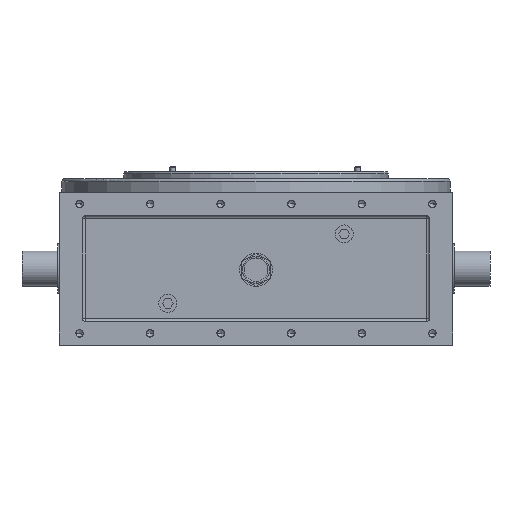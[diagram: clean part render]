
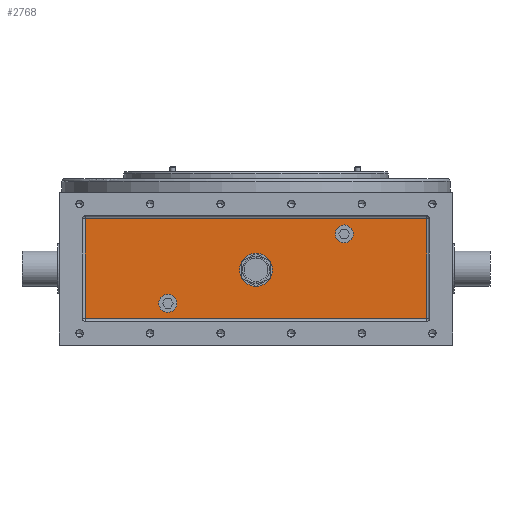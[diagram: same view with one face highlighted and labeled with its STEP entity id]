
A CAD part, front view. The second image highlights one B-rep face of the part: STEP entity #2768.
In plain terms, the highlighted planar face has unit normal (0, -1, 0).
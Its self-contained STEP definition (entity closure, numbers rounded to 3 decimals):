
#900 = CIRCLE ( 'NONE', #34275, 15.3 ) ;
#1016 = CARTESIAN_POINT ( 'NONE',  ( -28., -140., 128. ) ) ;
#2089 = CARTESIAN_POINT ( 'NONE',  ( 150., -140., 189. ) ) ;
#2099 = DIRECTION ( 'NONE',  ( 0., -1., 0. ) ) ;
#2524 = ORIENTED_EDGE ( 'NONE', *, *, #41790, .T. ) ;
#2768 = ADVANCED_FACE ( 'NONE', ( #14666, #34325, #24276, #25316 ), #30973, .T. ) ;
#2973 = VECTOR ( 'NONE', #37751, 1000. ) ;
#3395 = ORIENTED_EDGE ( 'NONE', *, *, #3641, .F. ) ;
#3446 = EDGE_LOOP ( 'NONE', ( #40052, #3395 ) ) ;
#3641 = EDGE_CURVE ( 'NONE', #42888, #23441, #6943, .T. ) ;
#4030 = VECTOR ( 'NONE', #8945, 1000. ) ;
#5451 = DIRECTION ( 'NONE',  ( 1., 0., 0. ) ) ;
#5642 = EDGE_CURVE ( 'NONE', #42133, #9926, #900, .T. ) ;
#5712 = EDGE_CURVE ( 'NONE', #27054, #40834, #7242, .T. ) ;
#5798 = CARTESIAN_POINT ( 'NONE',  ( 290., -140., 0. ) ) ;
#6572 = VERTEX_POINT ( 'NONE', #30155 ) ;
#6733 = CARTESIAN_POINT ( 'NONE',  ( 165.3, -140., 189. ) ) ;
#6943 = CIRCLE ( 'NONE', #20749, 28. ) ;
#7242 = LINE ( 'NONE', #19081, #4030 ) ;
#7831 = CARTESIAN_POINT ( 'NONE',  ( 28., -140., 128. ) ) ;
#7912 = EDGE_LOOP ( 'NONE', ( #2524, #14947, #42583, #26577 ) ) ;
#8571 = DIRECTION ( 'NONE',  ( 0., -1., 0. ) ) ;
#8945 = DIRECTION ( 'NONE',  ( 0., 0., -1. ) ) ;
#9926 = VERTEX_POINT ( 'NONE', #18379 ) ;
#10010 = CIRCLE ( 'NONE', #18610, 15.3 ) ;
#10304 = DIRECTION ( 'NONE',  ( 0., 0., -1. ) ) ;
#10889 = CARTESIAN_POINT ( 'NONE',  ( 0., -140., 215. ) ) ;
#14280 = CARTESIAN_POINT ( 'NONE',  ( 290., -140., 215. ) ) ;
#14666 = FACE_BOUND ( 'NONE', #3446, .T. ) ;
#14947 = ORIENTED_EDGE ( 'NONE', *, *, #35525, .T. ) ;
#15282 = EDGE_CURVE ( 'NONE', #9926, #42133, #30541, .T. ) ;
#15977 = AXIS2_PLACEMENT_3D ( 'NONE', #42928, #2099, #32843 ) ;
#16288 = DIRECTION ( 'NONE',  ( 1., 0., 0. ) ) ;
#17960 = CIRCLE ( 'NONE', #42209, 15.3 ) ;
#18379 = CARTESIAN_POINT ( 'NONE',  ( -165.3, -140., 71. ) ) ;
#18610 = AXIS2_PLACEMENT_3D ( 'NONE', #31433, #34382, #27716 ) ;
#19012 = CARTESIAN_POINT ( 'NONE',  ( 0., -140., 128. ) ) ;
#19054 = VECTOR ( 'NONE', #33061, 1000. ) ;
#19081 = CARTESIAN_POINT ( 'NONE',  ( -290., -140., 0. ) ) ;
#20045 = DIRECTION ( 'NONE',  ( 0., 1., 0. ) ) ;
#20498 = EDGE_CURVE ( 'NONE', #38671, #29172, #17960, .T. ) ;
#20749 = AXIS2_PLACEMENT_3D ( 'NONE', #19012, #8571, #5451 ) ;
#21637 = DIRECTION ( 'NONE',  ( 0., 1., 0. ) ) ;
#22300 = VERTEX_POINT ( 'NONE', #14280 ) ;
#22532 = CARTESIAN_POINT ( 'NONE',  ( 0., -140., 45. ) ) ;
#22986 = AXIS2_PLACEMENT_3D ( 'NONE', #33542, #20045, #16288 ) ;
#23441 = VERTEX_POINT ( 'NONE', #1016 ) ;
#23891 = CARTESIAN_POINT ( 'NONE',  ( 0., -140., 0. ) ) ;
#24223 = VECTOR ( 'NONE', #29721, 1000. ) ;
#24276 = FACE_BOUND ( 'NONE', #41551, .T. ) ;
#24722 = ORIENTED_EDGE ( 'NONE', *, *, #27819, .T. ) ;
#25316 = FACE_OUTER_BOUND ( 'NONE', #7912, .T. ) ;
#26478 = ORIENTED_EDGE ( 'NONE', *, *, #15282, .T. ) ;
#26577 = ORIENTED_EDGE ( 'NONE', *, *, #5712, .T. ) ;
#26978 = EDGE_CURVE ( 'NONE', #23441, #42888, #35080, .T. ) ;
#27054 = VERTEX_POINT ( 'NONE', #27197 ) ;
#27197 = CARTESIAN_POINT ( 'NONE',  ( -290., -140., 215. ) ) ;
#27716 = DIRECTION ( 'NONE',  ( 1., 0., 0. ) ) ;
#27819 = EDGE_CURVE ( 'NONE', #29172, #38671, #10010, .T. ) ;
#28081 = LINE ( 'NONE', #22532, #19054 ) ;
#29172 = VERTEX_POINT ( 'NONE', #39150 ) ;
#29721 = DIRECTION ( 'NONE',  ( 0., 0., 1. ) ) ;
#30155 = CARTESIAN_POINT ( 'NONE',  ( 290., -140., 45. ) ) ;
#30414 = EDGE_LOOP ( 'NONE', ( #31542, #24722 ) ) ;
#30541 = CIRCLE ( 'NONE', #22986, 15.3 ) ;
#30587 = LINE ( 'NONE', #5798, #24223 ) ;
#30973 = PLANE ( 'NONE',  #43720 ) ;
#31433 = CARTESIAN_POINT ( 'NONE',  ( 150., -140., 189. ) ) ;
#31542 = ORIENTED_EDGE ( 'NONE', *, *, #20498, .T. ) ;
#32843 = DIRECTION ( 'NONE',  ( 1., 0., 0. ) ) ;
#33061 = DIRECTION ( 'NONE',  ( 1., 0., 0. ) ) ;
#33542 = CARTESIAN_POINT ( 'NONE',  ( -150., -140., 71. ) ) ;
#34275 = AXIS2_PLACEMENT_3D ( 'NONE', #42392, #21637, #39230 ) ;
#34325 = FACE_BOUND ( 'NONE', #30414, .T. ) ;
#34382 = DIRECTION ( 'NONE',  ( 0., 1., 0. ) ) ;
#35080 = CIRCLE ( 'NONE', #15977, 28. ) ;
#35136 = EDGE_CURVE ( 'NONE', #22300, #27054, #39099, .T. ) ;
#35525 = EDGE_CURVE ( 'NONE', #6572, #22300, #30587, .T. ) ;
#36422 = ORIENTED_EDGE ( 'NONE', *, *, #5642, .T. ) ;
#37747 = CARTESIAN_POINT ( 'NONE',  ( -134.7, -140., 71. ) ) ;
#37751 = DIRECTION ( 'NONE',  ( -1., 0., 0. ) ) ;
#38671 = VERTEX_POINT ( 'NONE', #6733 ) ;
#39099 = LINE ( 'NONE', #10889, #2973 ) ;
#39150 = CARTESIAN_POINT ( 'NONE',  ( 134.7, -140., 189. ) ) ;
#39230 = DIRECTION ( 'NONE',  ( 1., 0., 0. ) ) ;
#39636 = DIRECTION ( 'NONE',  ( 1., 0., 0. ) ) ;
#40052 = ORIENTED_EDGE ( 'NONE', *, *, #26978, .F. ) ;
#40562 = CARTESIAN_POINT ( 'NONE',  ( -290., -140., 45. ) ) ;
#40834 = VERTEX_POINT ( 'NONE', #40562 ) ;
#41344 = DIRECTION ( 'NONE',  ( 0., -1., 0. ) ) ;
#41551 = EDGE_LOOP ( 'NONE', ( #36422, #26478 ) ) ;
#41790 = EDGE_CURVE ( 'NONE', #40834, #6572, #28081, .T. ) ;
#42133 = VERTEX_POINT ( 'NONE', #37747 ) ;
#42209 = AXIS2_PLACEMENT_3D ( 'NONE', #2089, #43355, #39636 ) ;
#42392 = CARTESIAN_POINT ( 'NONE',  ( -150., -140., 71. ) ) ;
#42583 = ORIENTED_EDGE ( 'NONE', *, *, #35136, .T. ) ;
#42888 = VERTEX_POINT ( 'NONE', #7831 ) ;
#42928 = CARTESIAN_POINT ( 'NONE',  ( 0., -140., 128. ) ) ;
#43355 = DIRECTION ( 'NONE',  ( 0., 1., 0. ) ) ;
#43720 = AXIS2_PLACEMENT_3D ( 'NONE', #23891, #41344, #10304 ) ;
